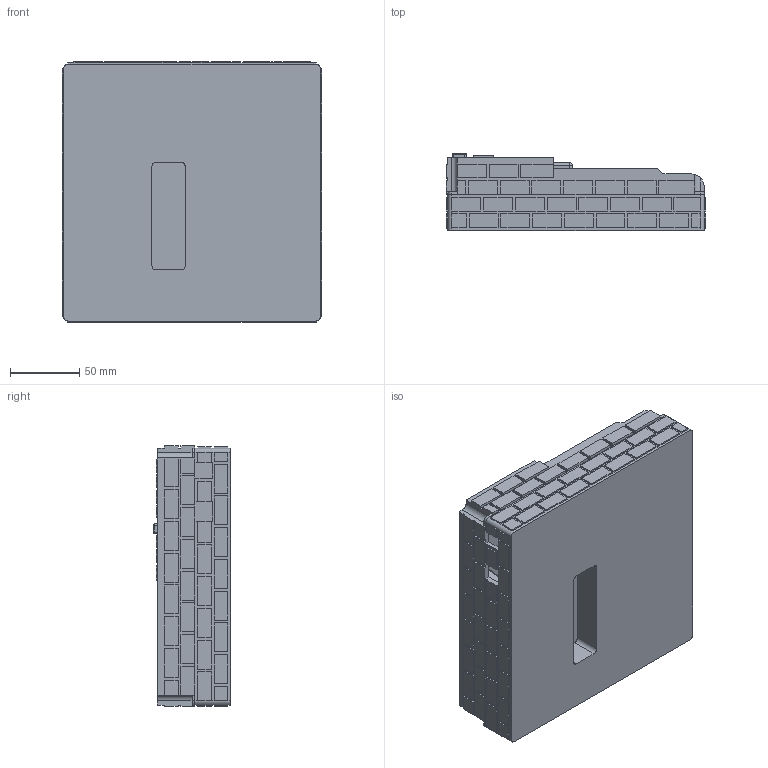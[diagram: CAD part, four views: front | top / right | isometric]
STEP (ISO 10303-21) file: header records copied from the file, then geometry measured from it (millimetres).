
FILE_DESCRIPTION((''),'2;1');
FILE_NAME('BRICK_ASSY_ASM','2023-06-19T00:00:53',('homin.jang'),(''),'CREO PARAMETRIC BY PTC INC, 2020044','CREO PARAMETRIC BY PTC INC, 2020044','');
FILE_SCHEMA(('CONFIG_CONTROL_DESIGN','SHAPE_APPEARANCE_LAYERS_GROUPS'));
Length unit declared in the file: millimetre
Products named in the file (6): BRICK_BOTTOM; BRICK_TOP; BRICK_BUTTON; BRICK_BUTTON_2; BRICK_SWITCH; BRICK_ASSY_ASM
Assembly tree (6 placements, depth 2):
  BRICK_ASSY_ASM
    BRICK_BOTTOM
    BRICK_TOP
    BRICK_BUTTON
    BRICK_BUTTON_2  x2
    BRICK_SWITCH
Bounding box: 188 x 56 x 189 mm (x, y, z)
Volume: 389543.6 mm3; surface area: 235714.4 mm2
Topology: 6 solids, 6 shells, 1110 faces, 2862 edges, 1871 vertices
Faces by surface type: plane 931, cylinder 136, cone 25, sphere 16, torus 2
Entity records: 33475 total; most frequent: CARTESIAN_POINT 5886, ORIENTED_EDGE 5552, DIRECTION 5191, EDGE_CURVE 2776, VECTOR 2479, LINE 2479, VERTEX_POINT 1821, AXIS2_PLACEMENT_3D 1356
